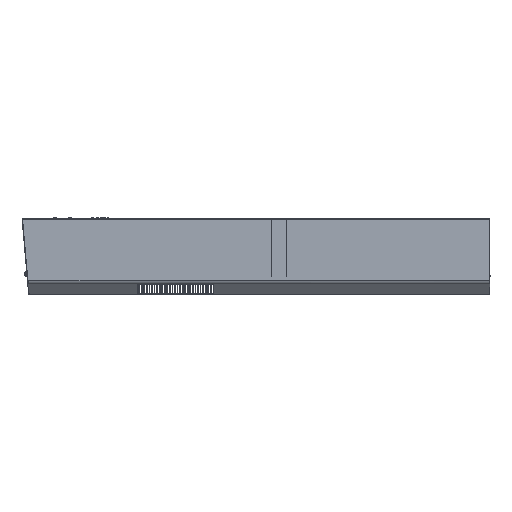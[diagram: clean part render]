
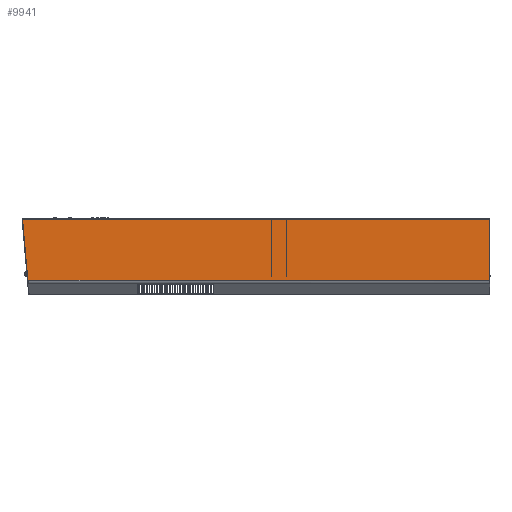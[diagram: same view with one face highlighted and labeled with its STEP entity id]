
A CAD part, left-side view. The second image highlights one B-rep face of the part: STEP entity #9941.
In plain terms, the highlighted planar face has unit normal (-1, 0, 0).
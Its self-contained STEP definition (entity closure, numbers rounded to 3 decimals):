
#2625 = LINE ( 'NONE', #37256, #66974 ) ;
#6094 = AXIS2_PLACEMENT_3D ( 'NONE', #85501, #85497, #85457 ) ;
#9941 = ADVANCED_FACE ( 'NONE', ( #50813 ), #85475, .F. ) ;
#11721 = DIRECTION ( 'NONE',  ( 0., 0., 1. ) ) ;
#11759 = DIRECTION ( 'NONE',  ( 0., -0.087, -0.996 ) ) ;
#11760 = CARTESIAN_POINT ( 'NONE',  ( -886.809, 10.57, -102.759 ) ) ;
#11802 = CARTESIAN_POINT ( 'NONE',  ( -886.809, 1563.198, -92.647 ) ) ;
#11942 = CARTESIAN_POINT ( 'NONE',  ( -886.809, 1604.57, -307.527 ) ) ;
#11945 = DIRECTION ( 'NONE',  ( 0., -1., 0. ) ) ;
#22394 = VECTOR ( 'NONE', #11721, 1000. ) ;
#22425 = VECTOR ( 'NONE', #11759, 1000. ) ;
#22508 = VECTOR ( 'NONE', #11945, 1000. ) ;
#23410 = VERTEX_POINT ( 'NONE', #64197 ) ;
#23434 = VERTEX_POINT ( 'NONE', #64117 ) ;
#23759 = VERTEX_POINT ( 'NONE', #80952 ) ;
#23765 = VERTEX_POINT ( 'NONE', #82108 ) ;
#37256 = CARTESIAN_POINT ( 'NONE',  ( -886.809, 1604.57, -104.759 ) ) ;
#37257 = DIRECTION ( 'NONE',  ( 0., 1., 0. ) ) ;
#43871 = EDGE_CURVE ( 'NONE', #23759, #23765, #56794, .T. ) ;
#43873 = EDGE_CURVE ( 'NONE', #23765, #23434, #56159, .T. ) ;
#43874 = EDGE_CURVE ( 'NONE', #23410, #23759, #56839, .T. ) ;
#50813 = FACE_OUTER_BOUND ( 'NONE', #74883, .T. ) ;
#56159 = LINE ( 'NONE', #11760, #22394 ) ;
#56794 = LINE ( 'NONE', #11942, #22508 ) ;
#56839 = LINE ( 'NONE', #11802, #22425 ) ;
#60728 = ORIENTED_EDGE ( 'NONE', *, *, #43874, .T. ) ;
#60730 = ORIENTED_EDGE ( 'NONE', *, *, #43873, .T. ) ;
#60737 = ORIENTED_EDGE ( 'NONE', *, *, #43871, .T. ) ;
#60745 = ORIENTED_EDGE ( 'NONE', *, *, #88205, .T. ) ;
#64117 = CARTESIAN_POINT ( 'NONE',  ( -886.809, 10.57, -104.759 ) ) ;
#64197 = CARTESIAN_POINT ( 'NONE',  ( -886.809, 1562.139, -104.759 ) ) ;
#66974 = VECTOR ( 'NONE', #37257, 1000. ) ;
#74883 = EDGE_LOOP ( 'NONE', ( #60737, #60730, #60745, #60728 ) ) ;
#80952 = CARTESIAN_POINT ( 'NONE',  ( -886.809, 1544.399, -307.527 ) ) ;
#82108 = CARTESIAN_POINT ( 'NONE',  ( -886.809, 10.57, -307.527 ) ) ;
#85457 = DIRECTION ( 'NONE',  ( 0., -1., 0. ) ) ;
#85475 = PLANE ( 'NONE',  #6094 ) ;
#85497 = DIRECTION ( 'NONE',  ( 1., 0., 0. ) ) ;
#85501 = CARTESIAN_POINT ( 'NONE',  ( -886.809, 1604.57, -102.759 ) ) ;
#88205 = EDGE_CURVE ( 'NONE', #23434, #23410, #2625, .T. ) ;
